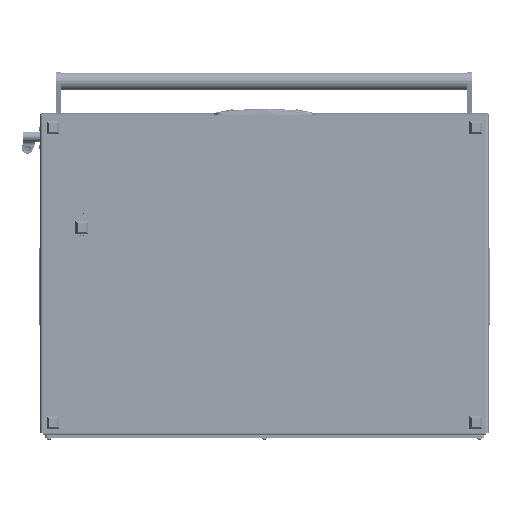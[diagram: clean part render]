
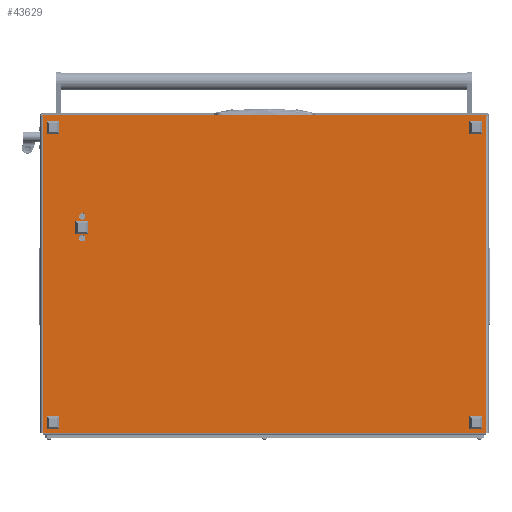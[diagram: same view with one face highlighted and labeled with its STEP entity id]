
A CAD part, front view. The second image highlights one B-rep face of the part: STEP entity #43629.
In plain terms, the highlighted face is planar.
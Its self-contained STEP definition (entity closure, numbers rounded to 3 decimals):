
#432 = CARTESIAN_POINT ( 'NONE',  ( 0., 0., 0. ) ) ;
#1283 = AXIS2_PLACEMENT_3D ( 'NONE', #109374, #80754, #120458 ) ;
#1904 = CIRCLE ( 'NONE', #37338, 5.2 ) ;
#2035 = EDGE_CURVE ( 'NONE', #28117, #24440, #92438, .T. ) ;
#2613 = CIRCLE ( 'NONE', #67201, 5.2 ) ;
#3469 = EDGE_CURVE ( 'NONE', #91208, #73788, #65016, .T. ) ;
#3603 = VECTOR ( 'NONE', #31645, 1000. ) ;
#4336 = CARTESIAN_POINT ( 'NONE',  ( -2., -2., 0. ) ) ;
#4470 = CARTESIAN_POINT ( 'NONE',  ( 506., 0., 0. ) ) ;
#5039 = DIRECTION ( 'NONE',  ( 0., -1., 0. ) ) ;
#5280 = DIRECTION ( 'NONE',  ( -1., 0., 0. ) ) ;
#5630 = EDGE_CURVE ( 'NONE', #40106, #128585, #2613, .T. ) ;
#6021 = LINE ( 'NONE', #95298, #110544 ) ;
#6678 = DIRECTION ( 'NONE',  ( 0., 1., 0. ) ) ;
#6906 = ORIENTED_EDGE ( 'NONE', *, *, #16368, .F. ) ;
#7232 = CARTESIAN_POINT ( 'NONE',  ( 160., 645., 0. ) ) ;
#7729 = ORIENTED_EDGE ( 'NONE', *, *, #2035, .T. ) ;
#7895 = VECTOR ( 'NONE', #91443, 1000. ) ;
#9142 = CARTESIAN_POINT ( 'NONE',  ( 0., -4., 0. ) ) ;
#9441 = CARTESIAN_POINT ( 'NONE',  ( 0., 0., 0. ) ) ;
#10033 = DIRECTION ( 'NONE',  ( 0., 0., -1. ) ) ;
#11394 = LINE ( 'NONE', #62863, #3603 ) ;
#11837 = CIRCLE ( 'NONE', #101338, 5.2 ) ;
#11973 = PLANE ( 'NONE',  #49085 ) ;
#14168 = VERTEX_POINT ( 'NONE', #68672 ) ;
#14954 = EDGE_LOOP ( 'NONE', ( #6906, #113406 ) ) ;
#15180 = EDGE_CURVE ( 'NONE', #128585, #40106, #105284, .T. ) ;
#16243 = EDGE_CURVE ( 'NONE', #28117, #14168, #120618, .T. ) ;
#16368 = EDGE_CURVE ( 'NONE', #46226, #75009, #11837, .T. ) ;
#16982 = DIRECTION ( 'NONE',  ( 0., 0., -1. ) ) ;
#20492 = FACE_OUTER_BOUND ( 'NONE', #108804, .T. ) ;
#21521 = CARTESIAN_POINT ( 'NONE',  ( 200.2, 645., 0. ) ) ;
#24440 = VERTEX_POINT ( 'NONE', #4470 ) ;
#28029 = ORIENTED_EDGE ( 'NONE', *, *, #16243, .F. ) ;
#28117 = VERTEX_POINT ( 'NONE', #53305 ) ;
#28570 = CARTESIAN_POINT ( 'NONE',  ( 165.2, 645., 0. ) ) ;
#30492 = ORIENTED_EDGE ( 'NONE', *, *, #105814, .F. ) ;
#30949 = ORIENTED_EDGE ( 'NONE', *, *, #5630, .F. ) ;
#31645 = DIRECTION ( 'NONE',  ( 0., 1., 0. ) ) ;
#32578 = VERTEX_POINT ( 'NONE', #432 ) ;
#37338 = AXIS2_PLACEMENT_3D ( 'NONE', #64129, #45230, #72675 ) ;
#39422 = CARTESIAN_POINT ( 'NONE',  ( 0., 708., 0. ) ) ;
#40106 = VERTEX_POINT ( 'NONE', #57967 ) ;
#43077 = CARTESIAN_POINT ( 'NONE',  ( 195., 645., 0. ) ) ;
#43629 = ADVANCED_FACE ( 'NONE', ( #99321, #128661, #20492 ), #11973, .T. ) ;
#45010 = EDGE_CURVE ( 'NONE', #32578, #24440, #56400, .T. ) ;
#45230 = DIRECTION ( 'NONE',  ( 0., 0., -1. ) ) ;
#46226 = VERTEX_POINT ( 'NONE', #105641 ) ;
#46537 = ORIENTED_EDGE ( 'NONE', *, *, #77594, .F. ) ;
#48242 = VERTEX_POINT ( 'NONE', #88252 ) ;
#49085 = AXIS2_PLACEMENT_3D ( 'NONE', #39422, #10033, #89613 ) ;
#49744 = ORIENTED_EDGE ( 'NONE', *, *, #3469, .T. ) ;
#49760 = LINE ( 'NONE', #109652, #7895 ) ;
#52515 = VECTOR ( 'NONE', #5039, 1000. ) ;
#53305 = CARTESIAN_POINT ( 'NONE',  ( 506., 708., 0. ) ) ;
#55911 = ORIENTED_EDGE ( 'NONE', *, *, #15180, .F. ) ;
#56400 = LINE ( 'NONE', #9441, #101849 ) ;
#57967 = CARTESIAN_POINT ( 'NONE',  ( 154.8, 645., 0. ) ) ;
#59983 = VECTOR ( 'NONE', #128389, 1000. ) ;
#60671 = ORIENTED_EDGE ( 'NONE', *, *, #101249, .T. ) ;
#62670 = ORIENTED_EDGE ( 'NONE', *, *, #45010, .F. ) ;
#62863 = CARTESIAN_POINT ( 'NONE',  ( -2., -4., 0. ) ) ;
#64096 = ORIENTED_EDGE ( 'NONE', *, *, #121761, .T. ) ;
#64129 = CARTESIAN_POINT ( 'NONE',  ( 195., 645., 0. ) ) ;
#65016 = LINE ( 'NONE', #104685, #100650 ) ;
#67201 = AXIS2_PLACEMENT_3D ( 'NONE', #7232, #16982, #5280 ) ;
#68672 = CARTESIAN_POINT ( 'NONE',  ( 0., 708., 0. ) ) ;
#72675 = DIRECTION ( 'NONE',  ( -1., 0., 0. ) ) ;
#73788 = VERTEX_POINT ( 'NONE', #4336 ) ;
#75009 = VERTEX_POINT ( 'NONE', #21521 ) ;
#77594 = EDGE_CURVE ( 'NONE', #14168, #101306, #77622, .T. ) ;
#77622 = LINE ( 'NONE', #9142, #59983 ) ;
#78882 = EDGE_CURVE ( 'NONE', #75009, #46226, #1904, .T. ) ;
#80754 = DIRECTION ( 'NONE',  ( 0., 0., -1. ) ) ;
#81552 = DIRECTION ( 'NONE',  ( -1., 0., 0. ) ) ;
#82481 = CARTESIAN_POINT ( 'NONE',  ( 0., 710., 0. ) ) ;
#82845 = DIRECTION ( 'NONE',  ( 0., 0., -1. ) ) ;
#83322 = DIRECTION ( 'NONE',  ( -1., 0., 0. ) ) ;
#83943 = CARTESIAN_POINT ( 'NONE',  ( 506., 708., 0. ) ) ;
#88252 = CARTESIAN_POINT ( 'NONE',  ( -2., 710., 0. ) ) ;
#89613 = DIRECTION ( 'NONE',  ( -1., 0., 0. ) ) ;
#91208 = VERTEX_POINT ( 'NONE', #127147 ) ;
#91443 = DIRECTION ( 'NONE',  ( 1., 0., 0. ) ) ;
#92438 = LINE ( 'NONE', #83943, #52515 ) ;
#95298 = CARTESIAN_POINT ( 'NONE',  ( 0., -4., 0. ) ) ;
#99321 = FACE_BOUND ( 'NONE', #122020, .T. ) ;
#100650 = VECTOR ( 'NONE', #83322, 1000. ) ;
#101249 = EDGE_CURVE ( 'NONE', #73788, #48242, #11394, .T. ) ;
#101306 = VERTEX_POINT ( 'NONE', #82481 ) ;
#101338 = AXIS2_PLACEMENT_3D ( 'NONE', #43077, #82845, #125739 ) ;
#101849 = VECTOR ( 'NONE', #126757, 1000. ) ;
#104685 = CARTESIAN_POINT ( 'NONE',  ( 0., -2., 0. ) ) ;
#105284 = CIRCLE ( 'NONE', #1283, 5.2 ) ;
#105641 = CARTESIAN_POINT ( 'NONE',  ( 189.8, 645., 0. ) ) ;
#105814 = EDGE_CURVE ( 'NONE', #91208, #32578, #6021, .T. ) ;
#108804 = EDGE_LOOP ( 'NONE', ( #30492, #49744, #60671, #64096, #46537, #28029, #7729, #62670 ) ) ;
#109374 = CARTESIAN_POINT ( 'NONE',  ( 160., 645., 0. ) ) ;
#109652 = CARTESIAN_POINT ( 'NONE',  ( 0., 710., 0. ) ) ;
#110544 = VECTOR ( 'NONE', #6678, 1000. ) ;
#112094 = CARTESIAN_POINT ( 'NONE',  ( 0., 708., 0. ) ) ;
#113406 = ORIENTED_EDGE ( 'NONE', *, *, #78882, .F. ) ;
#120458 = DIRECTION ( 'NONE',  ( -1., 0., 0. ) ) ;
#120618 = LINE ( 'NONE', #112094, #123933 ) ;
#121761 = EDGE_CURVE ( 'NONE', #48242, #101306, #49760, .T. ) ;
#122020 = EDGE_LOOP ( 'NONE', ( #30949, #55911 ) ) ;
#123933 = VECTOR ( 'NONE', #81552, 1000. ) ;
#125739 = DIRECTION ( 'NONE',  ( -1., 0., 0. ) ) ;
#126757 = DIRECTION ( 'NONE',  ( 1., 0., 0. ) ) ;
#127147 = CARTESIAN_POINT ( 'NONE',  ( 0., -2., 0. ) ) ;
#128389 = DIRECTION ( 'NONE',  ( 0., 1., 0. ) ) ;
#128585 = VERTEX_POINT ( 'NONE', #28570 ) ;
#128661 = FACE_BOUND ( 'NONE', #14954, .T. ) ;
